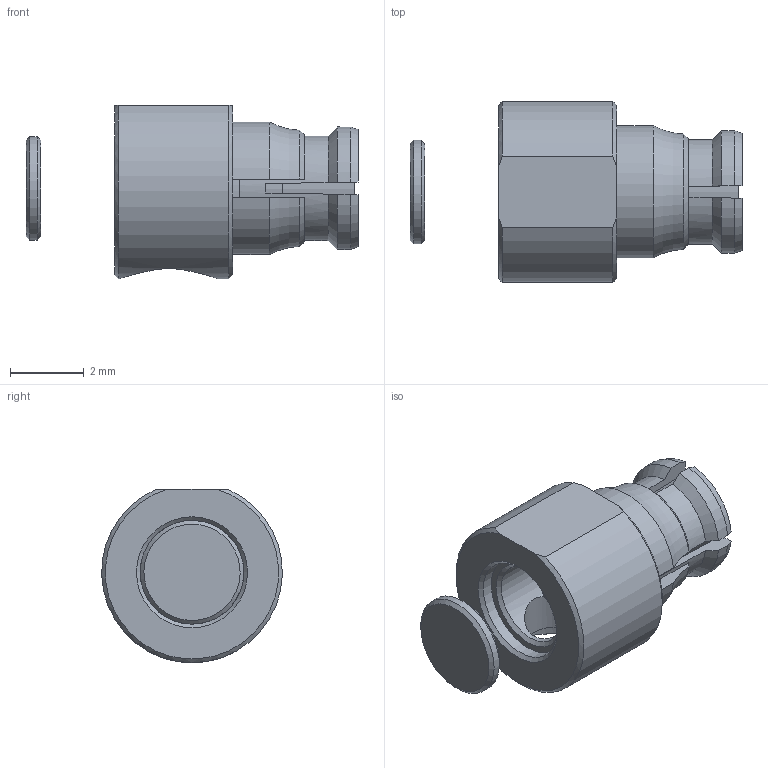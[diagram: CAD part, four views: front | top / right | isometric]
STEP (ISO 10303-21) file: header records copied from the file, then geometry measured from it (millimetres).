
FILE_DESCRIPTION(/* description */ ('Unknown'),/* implementation_level */ '2;1');
FILE_NAME(/* name */ '60119011120820',/* time_stamp */ '2020-01-13T15:02:20+01:00',/* author */ ('Unknown'),/* organization */ ('Unknown'),/* preprocessor_version */ 'ST-DEVELOPER v16.7',/* originating_system */ 'DEX',/* authorisation */ $);
FILE_SCHEMA (('AUTOMOTIVE_DESIGN {1 0 10303 214 3 1 1}'));
Length unit declared in the file: millimetre
Products named in the file (1): 60119011120820
Bounding box: 9 x 4.9 x 4.7 mm (x, y, z)
Volume: 71 mm3; surface area: 208.7 mm2
Topology: 2 solids, 2 shells, 113 faces, 285 edges, 185 vertices
Faces by surface type: plane 48, cone 38, cylinder 26, torus 1
Full cylindrical faces by diameter (mm): 0.35 x1, 0.7 x1, 1.2 x1, 1.5 x1, 1.55 x1, 1.7 x1, 2 x3, 2.25 x2, 2.81 x2
Entity records: 4102 total; most frequent: CARTESIAN_POINT 769, DIRECTION 546, ORIENTED_EDGE 504, EDGE_CURVE 252, AXIS2_PLACEMENT_3D 249, VERTEX_POINT 173, FACE_BOUND 145, EDGE_LOOP 144
